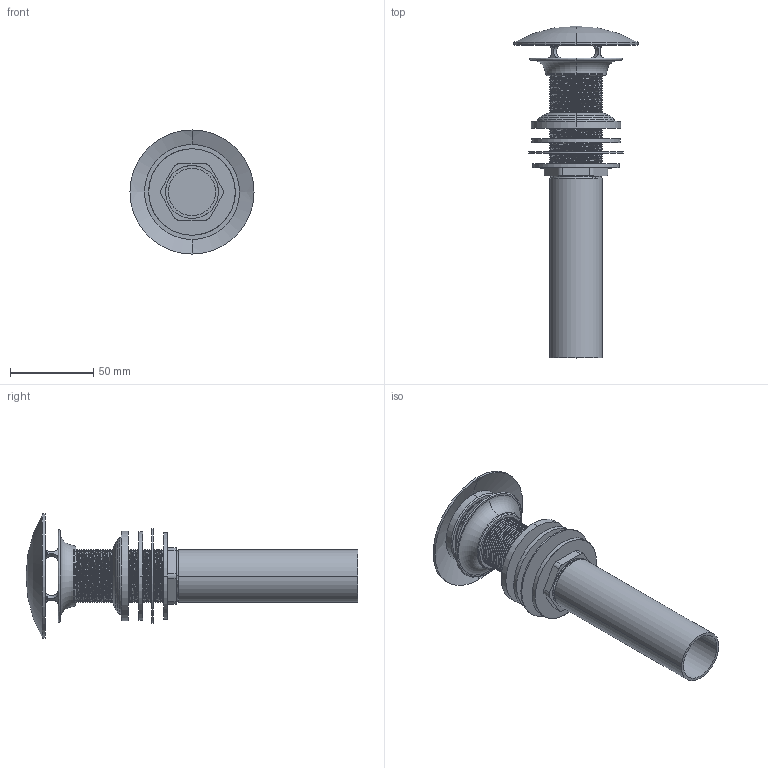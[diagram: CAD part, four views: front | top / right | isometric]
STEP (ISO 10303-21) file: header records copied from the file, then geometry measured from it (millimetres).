
FILE_DESCRIPTION((''),'2;1');
FILE_NAME('499-1','2021-06-10T16:43:37',('NSantos'),(''),'CREO PARAMETRIC BY PTC INC, 2018500','CREO PARAMETRIC BY PTC INC, 2018500','');
FILE_SCHEMA(('CONFIG_CONTROL_DESIGN'));
Length unit declared in the file: inch
Products named in the file (1): 499-1
Bounding box: 74.68 x 199.7 x 74.68 mm (x, y, z)
Volume: 122069 mm3; surface area: 107446 mm2
Topology: 4 solids, 9 shells, 439 faces, 1249 edges, 803 vertices
Faces by surface type: cylinder 278, bspline 74, plane 49, torus 20, cone 12, sphere 6
Entity records: 36714 total; most frequent: CARTESIAN_POINT 27057, ORIENTED_EDGE 2038, DIRECTION 1518, EDGE_CURVE 1243, VERTEX_POINT 803, B_SPLINE_CURVE_WITH_KNOTS 665, AXIS2_PLACEMENT_3D 574, EDGE_LOOP 465
